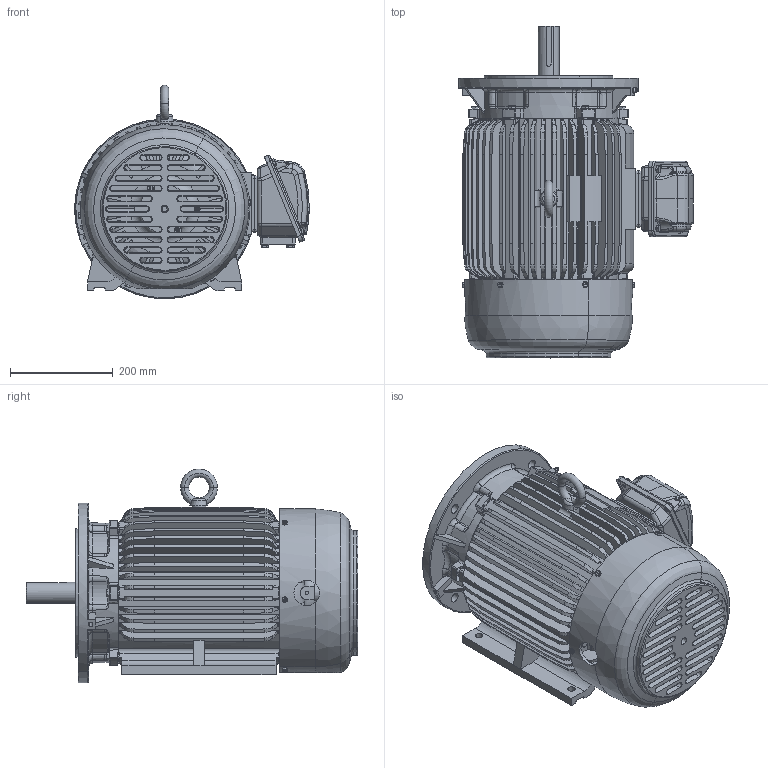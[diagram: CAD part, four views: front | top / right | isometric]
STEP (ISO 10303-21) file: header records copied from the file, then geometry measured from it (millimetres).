
FILE_DESCRIPTION(('CATIA V5 STEP Exchange'),'2;1');
FILE_NAME('256T-HV-DF_AllCATPart.stp','2012-08-24T03:59:07+00:00',('none'),('none'),'CATIA Version 5 Release 19 SP 9 (IN-10)','CATIA V5 STEP AP203','none');
FILE_SCHEMA(('CONFIG_CONTROL_DESIGN'));
Length unit declared in the file: millimetre
Products named in the file (1): 256T-HV-DF_AllCATPart
Bounding box: 456.58 x 646.1 x 415.99 mm (x, y, z)
Volume: 11510259.9 mm3; surface area: 2739780.3 mm2
Topology: 47 solids, 47 shells, 3549 faces, 9515 edges, 6076 vertices
Faces by surface type: plane 1164, cylinder 914, torus 595, cone 455, bspline 371, sphere 46, extrusion 4
Entity records: 130751 total; most frequent: CARTESIAN_POINT 54418, ORIENTED_EDGE 18898, DIRECTION 10353, EDGE_CURVE 9449, VERTEX_POINT 6076, AXIS2_PLACEMENT_3D 5211, EDGE_LOOP 3843, ADVANCED_FACE 3549
